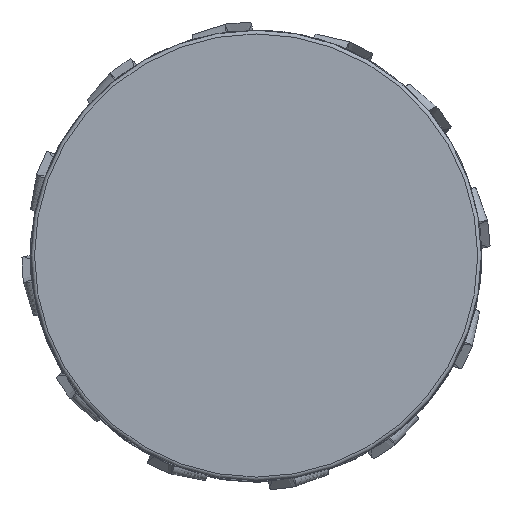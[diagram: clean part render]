
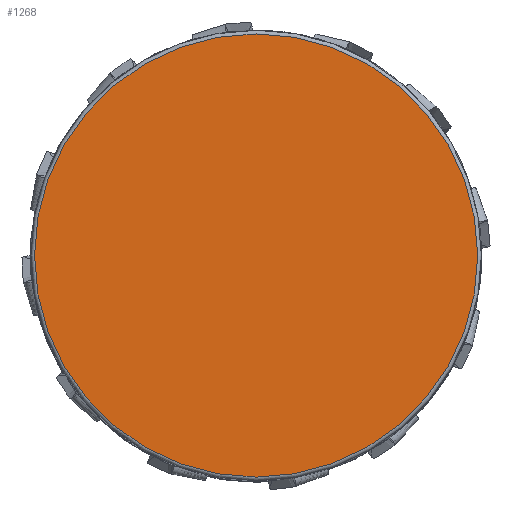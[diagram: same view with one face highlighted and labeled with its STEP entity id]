
A CAD part, top view. The second image highlights one B-rep face of the part: STEP entity #1268.
In plain terms, the highlighted planar face has unit normal (0, 0, 1).
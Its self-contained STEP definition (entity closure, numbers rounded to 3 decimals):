
#409=PLANE('',#6987);
#1013=FACE_OUTER_BOUND('',#2670,.T.);
#1268=ADVANCED_FACE('CLONE_TP_FACE',(#1013),#409,.T.);
#2670=EDGE_LOOP('',(#3366));
#3366=ORIENTED_EDGE('',*,*,#5752,.T.);
#5063=VERTEX_POINT('',#10403);
#5752=EDGE_CURVE('',#5063,#5063,#6560,.T.);
#6560=CIRCLE('',#6959,30.049);
#6959=AXIS2_PLACEMENT_3D('',#10402,#7905,#7906);
#6987=AXIS2_PLACEMENT_3D('',#10609,#7961,#7962);
#7905=DIRECTION('',(0.,0.,1.));
#7906=DIRECTION('',(1.,0.,0.));
#7961=DIRECTION('',(0.,0.,1.));
#7962=DIRECTION('',(1.,0.,0.));
#10402=CARTESIAN_POINT('',(0.,0.,0.));
#10403=CARTESIAN_POINT('',(30.049,0.,0.));
#10609=CARTESIAN_POINT('',(12.705,0.,0.));
